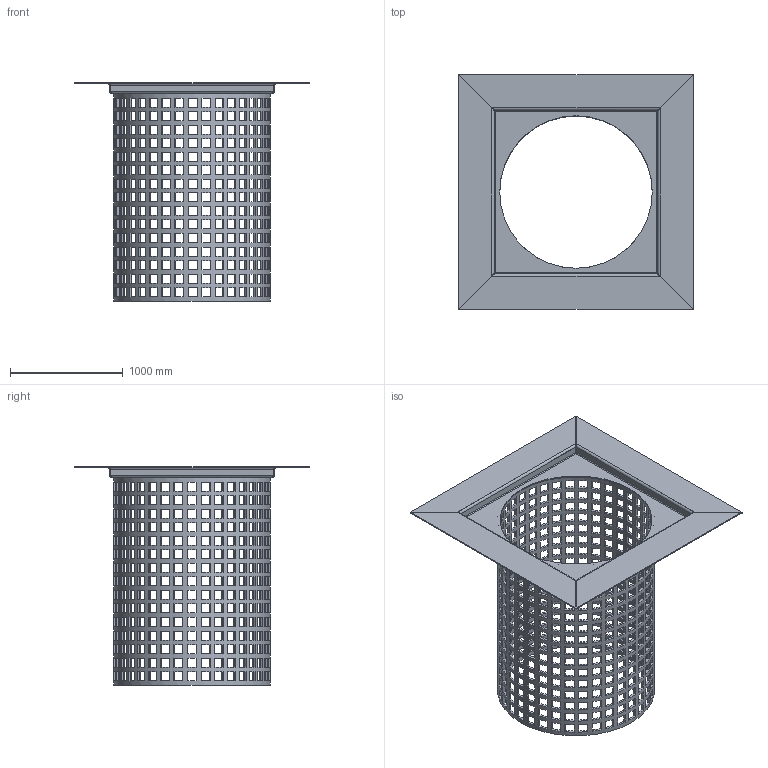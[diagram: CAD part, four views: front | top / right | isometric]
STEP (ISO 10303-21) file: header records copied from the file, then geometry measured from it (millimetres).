
FILE_DESCRIPTION(/* description */ (''),/* implementation_level */ '2;1');
FILE_NAME(/* name */ '16190.100X_3D.stp',/* time_stamp */ '2024-12-12T06:56:02+01:00',/* author */ ('CAD'),/* organization */ (''),/* preprocessor_version */ 'ST-DEVELOPER v20',/* originating_system */ 'AutoCAD Mechanical',/* authorisation */ '');
FILE_SCHEMA (('AUTOMOTIVE_DESIGN { 1 0 10303 214 3 1 1 }'));
Products named in the file (2): Product; *S0
Assembly tree (1 placements, depth 2):
  Product
    *S0
Bounding box: 2080 x 2080 x 1935 mm (x, y, z)
Volume: 123431163.7 mm3; surface area: 19422603.1 mm2
Topology: 2 solids, 2 shells, 2243 faces, 6743 edges, 4474 vertices
Faces by surface type: plane 2216, cylinder 19, bspline 8
Full cylindrical faces by diameter (mm): 1350 x2, 1390 x1
Entity records: 78760 total; most frequent: CARTESIAN_POINT 13751, ORIENTED_EDGE 13486, DIRECTION 13461, EDGE_CURVE 6743, AXIS2_PLACEMENT_3D 4488, LINE 4485, VECTOR 4485, VERTEX_POINT 4474
